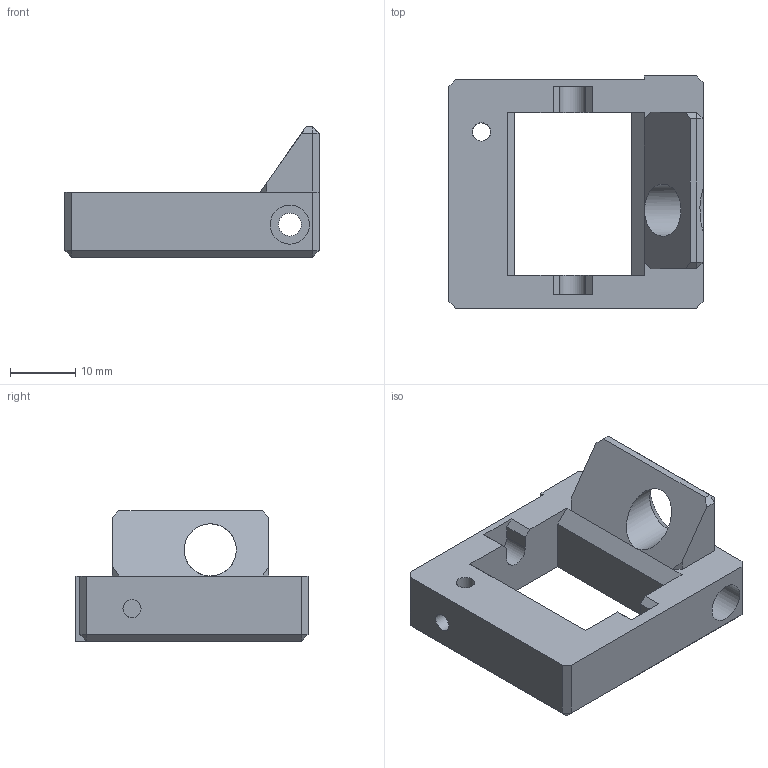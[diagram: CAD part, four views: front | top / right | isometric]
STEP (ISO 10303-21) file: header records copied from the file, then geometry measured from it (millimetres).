
FILE_DESCRIPTION(/* description */ (''),/* implementation_level */ '2;1');
FILE_NAME(/* name */ 'idler-roller.step',/* time_stamp */ '2018-08-17T23:29:13-03:00',/* author */ ('vpeiter'),/* organization */ (''),/* preprocessor_version */ 'ST-DEVELOPER v17',/* originating_system */ 'Autodesk Translation Framework v7.1.0.215',/* authorisation */ '');
FILE_SCHEMA (('AUTOMOTIVE_DESIGN { 1 0 10303 214 3 1 1 }'));
Length unit declared in the file: millimetre
Products named in the file (1): Tracionador
Bounding box: 39 x 35.6 x 20 mm (x, y, z)
Volume: 9178.9 mm3; surface area: 5142.7 mm2
Topology: 1 solids, 1 shells, 59 faces, 160 edges, 99 vertices
Faces by surface type: plane 49, cylinder 9, cone 1
Full cylindrical faces by diameter (mm): 2.8 x4, 3.5 x1, 6 x1, 8 x1
Entity records: 1870 total; most frequent: CARTESIAN_POINT 321, ORIENTED_EDGE 320, DIRECTION 303, EDGE_CURVE 160, LINE 135, VECTOR 135, VERTEX_POINT 99, AXIS2_PLACEMENT_3D 84
